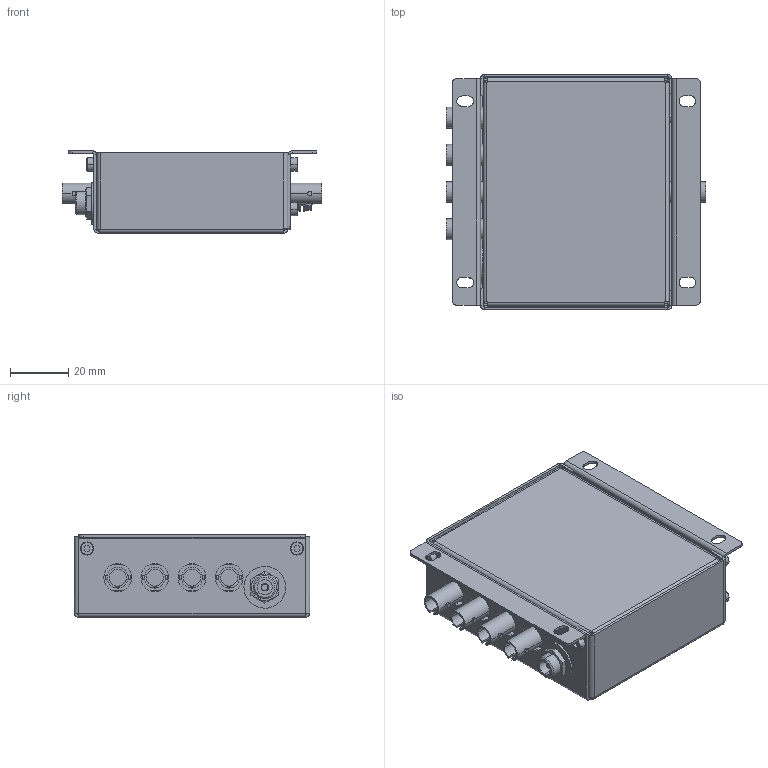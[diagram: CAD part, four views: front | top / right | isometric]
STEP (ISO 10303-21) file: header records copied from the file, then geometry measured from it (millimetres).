
FILE_DESCRIPTION (( 'STEP AP214' ), '1' );
FILE_NAME ('88201860-X14.STEP', '2009-06-23T13:55:30', ( ' ' ), ( ' ' ), 'SwSTEP 2.0', 'SolidWorks 2008', '' );
FILE_SCHEMA (( 'AUTOMOTIVE_DESIGN' ));
Length unit declared in the file: millimetre
Products named in the file (1): 88201860-X14
Bounding box: 88.65 x 80.54 x 28.21 mm (x, y, z)
Volume: 32426.9 mm3; surface area: 61300.8 mm2
Topology: 25 solids, 25 shells, 829 faces, 1983 edges, 1257 vertices
Faces by surface type: plane 506, cylinder 247, cone 66, bspline 8, sphere 2
Entity records: 33994 total; most frequent: CARTESIAN_POINT 5124, DIRECTION 4008, ORIENTED_EDGE 3966, EDGE_CURVE 1983, VECTOR 1346, LINE 1346, AXIS2_PLACEMENT_3D 1331, VERTEX_POINT 1257
